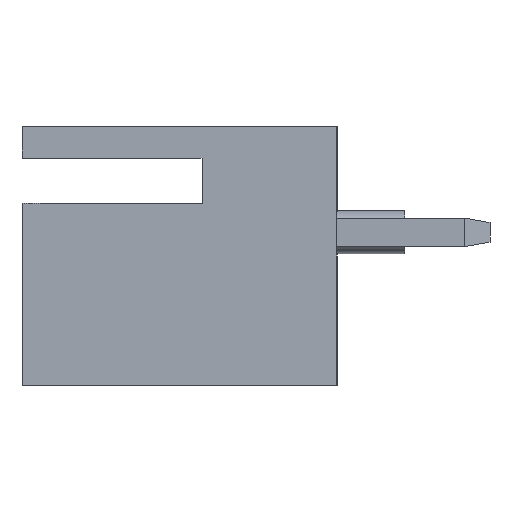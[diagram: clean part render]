
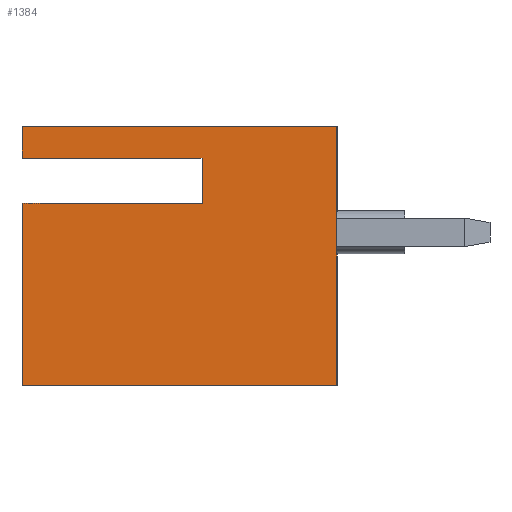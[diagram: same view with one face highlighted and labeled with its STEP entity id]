
A CAD part, left-side view. The second image highlights one B-rep face of the part: STEP entity #1384.
In plain terms, the highlighted planar face has unit normal (-1, 0, 0).
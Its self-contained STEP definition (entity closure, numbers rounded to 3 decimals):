
#45 = DIRECTION ( 'NONE',  ( 0., 0., -1. ) ) ;
#78 = LINE ( 'NONE', #1428, #929 ) ;
#85 = ORIENTED_EDGE ( 'NONE', *, *, #1690, .T. ) ;
#144 = LINE ( 'NONE', #1919, #657 ) ;
#207 = CARTESIAN_POINT ( 'NONE',  ( -4.95, 0., -2.875 ) ) ;
#280 = VERTEX_POINT ( 'NONE', #1052 ) ;
#289 = LINE ( 'NONE', #1316, #2511 ) ;
#386 = ORIENTED_EDGE ( 'NONE', *, *, #864, .F. ) ;
#425 = LINE ( 'NONE', #452, #924 ) ;
#452 = CARTESIAN_POINT ( 'NONE',  ( -4.95, 7., 2.175 ) ) ;
#471 = CARTESIAN_POINT ( 'NONE',  ( -4.95, 7., -2.875 ) ) ;
#474 = VERTEX_POINT ( 'NONE', #207 ) ;
#500 = VECTOR ( 'NONE', #563, 1000. ) ;
#532 = DIRECTION ( 'NONE',  ( 0., 0., 1. ) ) ;
#563 = DIRECTION ( 'NONE',  ( 0., -1., 0. ) ) ;
#573 = DIRECTION ( 'NONE',  ( 0., 1., 0. ) ) ;
#574 = EDGE_CURVE ( 'NONE', #474, #1423, #990, .T. ) ;
#657 = VECTOR ( 'NONE', #2789, 1000. ) ;
#673 = DIRECTION ( 'NONE',  ( 0., -1., 0. ) ) ;
#690 = DIRECTION ( 'NONE',  ( 0., 0., 1. ) ) ;
#700 = EDGE_CURVE ( 'NONE', #1302, #2592, #144, .T. ) ;
#776 = CARTESIAN_POINT ( 'NONE',  ( -4.95, 7., 2.175 ) ) ;
#786 = VECTOR ( 'NONE', #690, 1000. ) ;
#860 = LINE ( 'NONE', #471, #786 ) ;
#864 = EDGE_CURVE ( 'NONE', #2167, #1308, #1450, .T. ) ;
#916 = CARTESIAN_POINT ( 'NONE',  ( -4.95, 3., 2.175 ) ) ;
#924 = VECTOR ( 'NONE', #673, 1000. ) ;
#929 = VECTOR ( 'NONE', #573, 1000. ) ;
#964 = CARTESIAN_POINT ( 'NONE',  ( -4.95, 0., -2.875 ) ) ;
#990 = LINE ( 'NONE', #964, #2063 ) ;
#997 = ORIENTED_EDGE ( 'NONE', *, *, #1773, .F. ) ;
#1052 = CARTESIAN_POINT ( 'NONE',  ( -4.95, 7., 1.175 ) ) ;
#1070 = LINE ( 'NONE', #1624, #500 ) ;
#1074 = EDGE_CURVE ( 'NONE', #1308, #1423, #1070, .T. ) ;
#1076 = EDGE_LOOP ( 'NONE', ( #1152, #1157, #997, #1240, #1539, #1113, #386, #85 ) ) ;
#1113 = ORIENTED_EDGE ( 'NONE', *, *, #1074, .F. ) ;
#1117 = CARTESIAN_POINT ( 'NONE',  ( -4.95, 7., -2.875 ) ) ;
#1152 = ORIENTED_EDGE ( 'NONE', *, *, #700, .T. ) ;
#1157 = ORIENTED_EDGE ( 'NONE', *, *, #2197, .T. ) ;
#1240 = ORIENTED_EDGE ( 'NONE', *, *, #1742, .T. ) ;
#1302 = VERTEX_POINT ( 'NONE', #916 ) ;
#1308 = VERTEX_POINT ( 'NONE', #1721 ) ;
#1316 = CARTESIAN_POINT ( 'NONE',  ( -4.95, 7., -2.875 ) ) ;
#1334 = DIRECTION ( 'NONE',  ( 1., 0., 0. ) ) ;
#1384 = ADVANCED_FACE ( 'NONE', ( #1704 ), #2421, .F. ) ;
#1423 = VERTEX_POINT ( 'NONE', #2755 ) ;
#1428 = CARTESIAN_POINT ( 'NONE',  ( -4.95, 7., 1.175 ) ) ;
#1450 = LINE ( 'NONE', #2017, #2254 ) ;
#1508 = CARTESIAN_POINT ( 'NONE',  ( -4.95, 3., 1.175 ) ) ;
#1539 = ORIENTED_EDGE ( 'NONE', *, *, #574, .T. ) ;
#1624 = CARTESIAN_POINT ( 'NONE',  ( -4.95, 7., 2.875 ) ) ;
#1690 = EDGE_CURVE ( 'NONE', #2167, #1302, #425, .T. ) ;
#1704 = FACE_OUTER_BOUND ( 'NONE', #1076, .T. ) ;
#1721 = CARTESIAN_POINT ( 'NONE',  ( -4.95, 7., 2.875 ) ) ;
#1742 = EDGE_CURVE ( 'NONE', #2265, #474, #289, .T. ) ;
#1773 = EDGE_CURVE ( 'NONE', #2265, #280, #860, .T. ) ;
#1919 = CARTESIAN_POINT ( 'NONE',  ( -4.95, 3., -2.875 ) ) ;
#2017 = CARTESIAN_POINT ( 'NONE',  ( -4.95, 7., -2.875 ) ) ;
#2063 = VECTOR ( 'NONE', #532, 1000. ) ;
#2167 = VERTEX_POINT ( 'NONE', #776 ) ;
#2178 = DIRECTION ( 'NONE',  ( 0., -1., 0. ) ) ;
#2197 = EDGE_CURVE ( 'NONE', #2592, #280, #78, .T. ) ;
#2254 = VECTOR ( 'NONE', #2468, 1000. ) ;
#2265 = VERTEX_POINT ( 'NONE', #2773 ) ;
#2383 = AXIS2_PLACEMENT_3D ( 'NONE', #1117, #1334, #45 ) ;
#2421 = PLANE ( 'NONE',  #2383 ) ;
#2468 = DIRECTION ( 'NONE',  ( 0., 0., 1. ) ) ;
#2511 = VECTOR ( 'NONE', #2178, 1000. ) ;
#2592 = VERTEX_POINT ( 'NONE', #1508 ) ;
#2755 = CARTESIAN_POINT ( 'NONE',  ( -4.95, 0., 2.875 ) ) ;
#2773 = CARTESIAN_POINT ( 'NONE',  ( -4.95, 7., -2.875 ) ) ;
#2789 = DIRECTION ( 'NONE',  ( 0., 0., -1. ) ) ;
